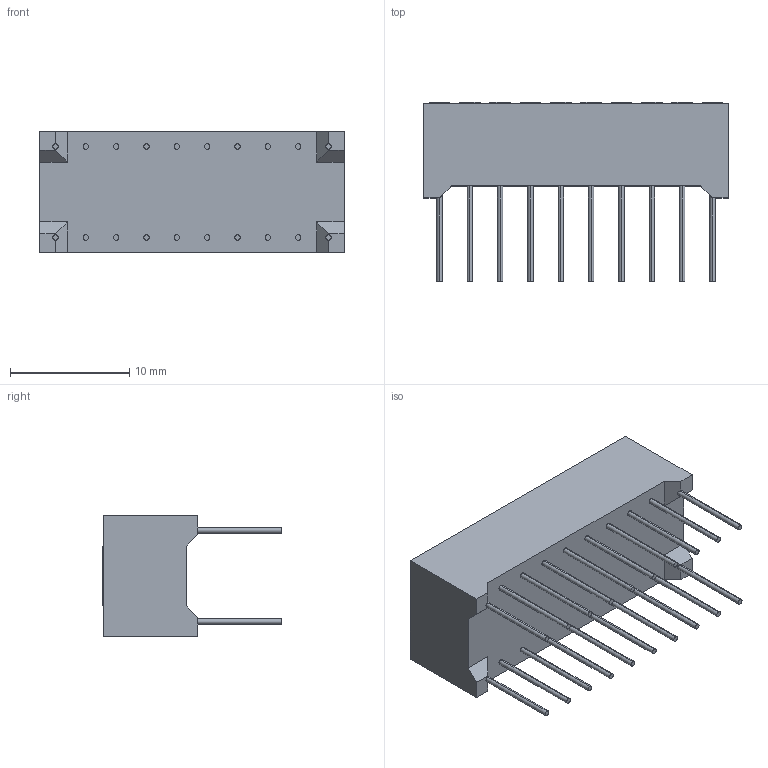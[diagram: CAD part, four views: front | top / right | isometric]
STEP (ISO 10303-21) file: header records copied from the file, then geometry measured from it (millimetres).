
FILE_DESCRIPTION (( 'STEP AP214' ), '1' );
FILE_NAME ('Display_10Seg.STEP', '2017-03-30T03:46:42', ( '' ), ( '' ), 'SwSTEP 2.0', 'SolidWorks 2016', '' );
FILE_SCHEMA (( 'AUTOMOTIVE_DESIGN' ));
Length unit declared in the file: centimetre
Products named in the file (1): Display_10Seg
Bounding box: 25.5 x 15 x 10.1 mm (x, y, z)
Volume: 1825.9 mm3; surface area: 1262.6 mm2
Topology: 1 solids, 1 shells, 128 faces, 292 edges, 192 vertices
Faces by surface type: plane 88, cylinder 40
Entity records: 4326 total; most frequent: CARTESIAN_POINT 625, DIRECTION 622, ORIENTED_EDGE 584, EDGE_CURVE 292, VECTOR 212, LINE 212, AXIS2_PLACEMENT_3D 205, VERTEX_POINT 192
